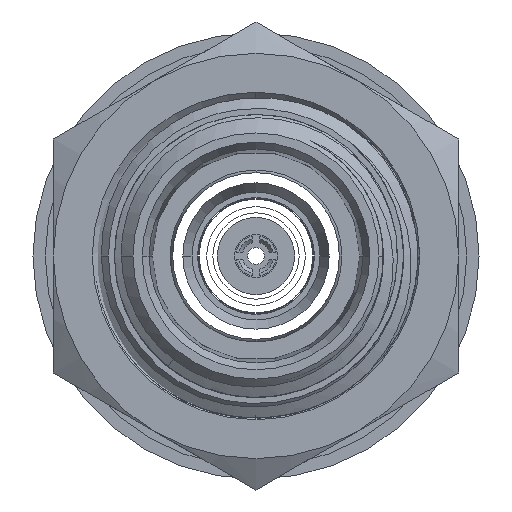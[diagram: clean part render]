
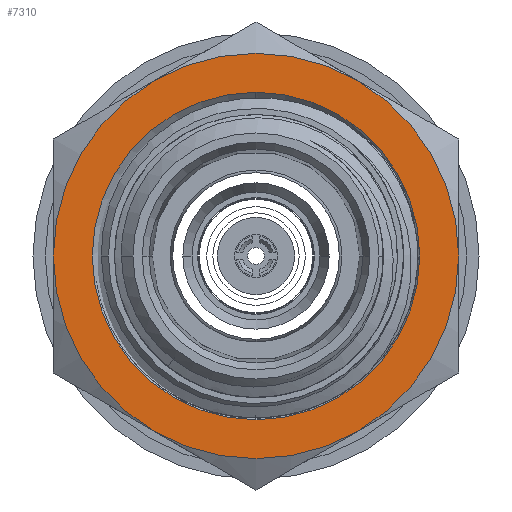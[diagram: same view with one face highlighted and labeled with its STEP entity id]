
A CAD part, left-side view. The second image highlights one B-rep face of the part: STEP entity #7310.
In plain terms, the highlighted planar face has unit normal (-1, 0, 0).
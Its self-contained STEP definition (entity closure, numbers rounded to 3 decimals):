
#6850=CARTESIAN_POINT('',(11.145,0.,0.));
#6851=DIRECTION('',(1.,0.,0.));
#6852=DIRECTION('',(0.,-0.5,0.866));
#6853=AXIS2_PLACEMENT_3D('',#6850,#6851,#6852);
#6855=CARTESIAN_POINT('',(11.145,0.,0.));
#6856=DIRECTION('',(1.,0.,0.));
#6857=DIRECTION('',(0.,-1.,0.));
#6858=AXIS2_PLACEMENT_3D('',#6855,#6856,#6857);
#6860=CARTESIAN_POINT('',(11.145,0.,0.));
#6861=DIRECTION('',(1.,0.,0.));
#6862=DIRECTION('',(0.,0.5,-0.866));
#6863=AXIS2_PLACEMENT_3D('',#6860,#6861,#6862);
#6865=CARTESIAN_POINT('',(11.145,0.,0.));
#6866=DIRECTION('',(1.,0.,0.));
#6867=DIRECTION('',(0.,1.,0.));
#6868=AXIS2_PLACEMENT_3D('',#6865,#6866,#6867);
#6899=CARTESIAN_POINT('',(11.145,0.,0.));
#6900=DIRECTION('',(-1.,0.,0.));
#6901=DIRECTION('',(0.,0.,1.));
#6902=AXIS2_PLACEMENT_3D('',#6899,#6900,#6901);
#6933=CARTESIAN_POINT('',(11.145,0.,0.));
#6934=DIRECTION('',(-1.,0.,0.));
#6935=DIRECTION('',(0.,0.,-1.));
#6936=AXIS2_PLACEMENT_3D('',#6933,#6934,#6935);
#6959=CARTESIAN_POINT('',(11.145,0.,0.));
#6960=DIRECTION('',(-1.,0.,0.));
#6961=DIRECTION('',(0.,-0.5,0.866));
#6962=AXIS2_PLACEMENT_3D('',#6959,#6960,#6961);
#7194=CARTESIAN_POINT('',(11.145,0.,0.));
#7195=DIRECTION('',(-1.,0.,0.));
#7196=DIRECTION('',(0.,0.5,-0.866));
#7197=AXIS2_PLACEMENT_3D('',#7194,#7195,#7196);
#7239=CARTESIAN_POINT('',(11.145,0.,-6.414));
#7240=CARTESIAN_POINT('',(11.145,0.,6.414));
#7241=VERTEX_POINT('',#7239);
#7242=VERTEX_POINT('',#7240);
#7249=CARTESIAN_POINT('',(11.145,-3.969,6.874));
#7250=CARTESIAN_POINT('',(11.145,-7.938,0.));
#7251=VERTEX_POINT('',#7249);
#7252=VERTEX_POINT('',#7250);
#7253=CARTESIAN_POINT('',(11.145,-3.969,-6.874));
#7254=VERTEX_POINT('',#7253);
#7255=CARTESIAN_POINT('',(11.145,3.969,-6.874));
#7256=CARTESIAN_POINT('',(11.145,7.938,0.));
#7257=VERTEX_POINT('',#7255);
#7258=VERTEX_POINT('',#7256);
#7259=CARTESIAN_POINT('',(11.145,3.969,6.874));
#7260=VERTEX_POINT('',#7259);
#7285=CARTESIAN_POINT('',(11.145,0.,0.));
#7286=DIRECTION('',(1.,0.,0.));
#7287=DIRECTION('',(0.,0.,-1.));
#7288=AXIS2_PLACEMENT_3D('',#7285,#7286,#7287);
#7289=PLANE('',#7288);
#7291=ORIENTED_EDGE('',*,*,#7290,.F.);
#7293=ORIENTED_EDGE('',*,*,#7292,.T.);
#7295=ORIENTED_EDGE('',*,*,#7294,.T.);
#7297=ORIENTED_EDGE('',*,*,#7296,.F.);
#7299=ORIENTED_EDGE('',*,*,#7298,.T.);
#7301=ORIENTED_EDGE('',*,*,#7300,.T.);
#7302=EDGE_LOOP('',(#7291,#7293,#7295,#7297,#7299,#7301));
#7303=FACE_OUTER_BOUND('',#7302,.F.);
#7305=ORIENTED_EDGE('',*,*,#7304,.T.);
#7307=ORIENTED_EDGE('',*,*,#7306,.T.);
#7308=EDGE_LOOP('',(#7305,#7307));
#7309=FACE_BOUND('',#7308,.F.);
#6854=CIRCLE('',#6853,7.938);
#6859=CIRCLE('',#6858,7.938);
#6864=CIRCLE('',#6863,7.938);
#6869=CIRCLE('',#6868,7.938);
#6903=CIRCLE('',#6902,6.414);
#6937=CIRCLE('',#6936,6.414);
#6963=CIRCLE('',#6962,7.938);
#7198=CIRCLE('',#7197,7.938);
#7290=EDGE_CURVE('',#7251,#7260,#6963,.T.);
#7292=EDGE_CURVE('',#7251,#7252,#6854,.T.);
#7294=EDGE_CURVE('',#7252,#7254,#6859,.T.);
#7296=EDGE_CURVE('',#7257,#7254,#7198,.T.);
#7298=EDGE_CURVE('',#7257,#7258,#6864,.T.);
#7300=EDGE_CURVE('',#7258,#7260,#6869,.T.);
#7304=EDGE_CURVE('',#7242,#7241,#6903,.T.);
#7306=EDGE_CURVE('',#7241,#7242,#6937,.T.);
#7310=ADVANCED_FACE('',(#7303,#7309),#7289,.F.);
